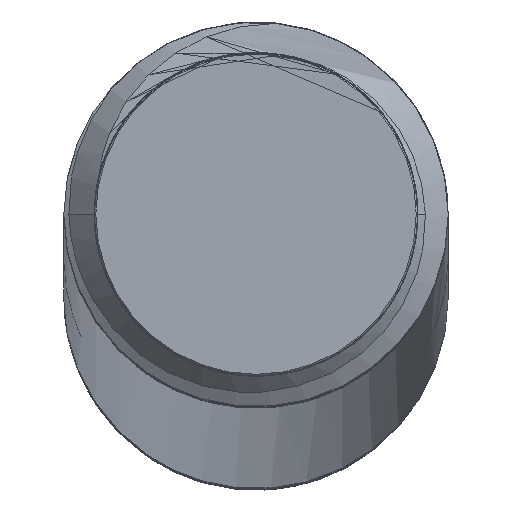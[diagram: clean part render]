
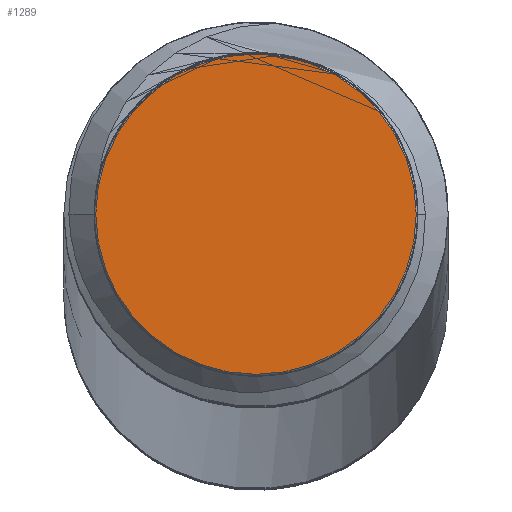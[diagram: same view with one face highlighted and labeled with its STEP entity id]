
A CAD part, top view. The second image highlights one B-rep face of the part: STEP entity #1289.
In plain terms, the highlighted planar face has unit normal (0, 0, 1).
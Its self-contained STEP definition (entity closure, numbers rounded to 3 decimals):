
#14 = ORIENTED_EDGE ( 'NONE', *, *, #9974, .T. ) ;
#722 = AXIS2_PLACEMENT_3D ( 'NONE', #1197, #9376, #9555 ) ;
#1197 = CARTESIAN_POINT ( 'NONE',  ( 0., 0., 750. ) ) ;
#1287 = VERTEX_POINT ( 'NONE', #10026 ) ;
#1289 = ADVANCED_FACE ( 'NONE', ( #5605 ), #10140, .T. ) ;
#1378 = EDGE_CURVE ( 'NONE', #2861, #1287, #2014, .T. ) ;
#1890 = DIRECTION ( 'NONE',  ( 1., 0., 0. ) ) ;
#2014 = CIRCLE ( 'NONE', #5920, 5. ) ;
#2861 = VERTEX_POINT ( 'NONE', #4756 ) ;
#4508 = DIRECTION ( 'NONE',  ( 1., 0., 0. ) ) ;
#4726 = CIRCLE ( 'NONE', #8085, 5. ) ;
#4756 = CARTESIAN_POINT ( 'NONE',  ( -5., 0., 750. ) ) ;
#5605 = FACE_OUTER_BOUND ( 'NONE', #9217, .T. ) ;
#5920 = AXIS2_PLACEMENT_3D ( 'NONE', #8004, #6189, #4508 ) ;
#6189 = DIRECTION ( 'NONE',  ( 0., 0., 1. ) ) ;
#6311 = CARTESIAN_POINT ( 'NONE',  ( 0., 0., 750. ) ) ;
#8004 = CARTESIAN_POINT ( 'NONE',  ( 0., 0., 750. ) ) ;
#8085 = AXIS2_PLACEMENT_3D ( 'NONE', #6311, #10025, #1890 ) ;
#9217 = EDGE_LOOP ( 'NONE', ( #9571, #14 ) ) ;
#9376 = DIRECTION ( 'NONE',  ( 0., 0., 1. ) ) ;
#9555 = DIRECTION ( 'NONE',  ( 1., 0., 0. ) ) ;
#9571 = ORIENTED_EDGE ( 'NONE', *, *, #1378, .T. ) ;
#9974 = EDGE_CURVE ( 'NONE', #1287, #2861, #4726, .T. ) ;
#10025 = DIRECTION ( 'NONE',  ( 0., 0., 1. ) ) ;
#10026 = CARTESIAN_POINT ( 'NONE',  ( 5., 0., 750. ) ) ;
#10140 = PLANE ( 'NONE',  #722 ) ;
